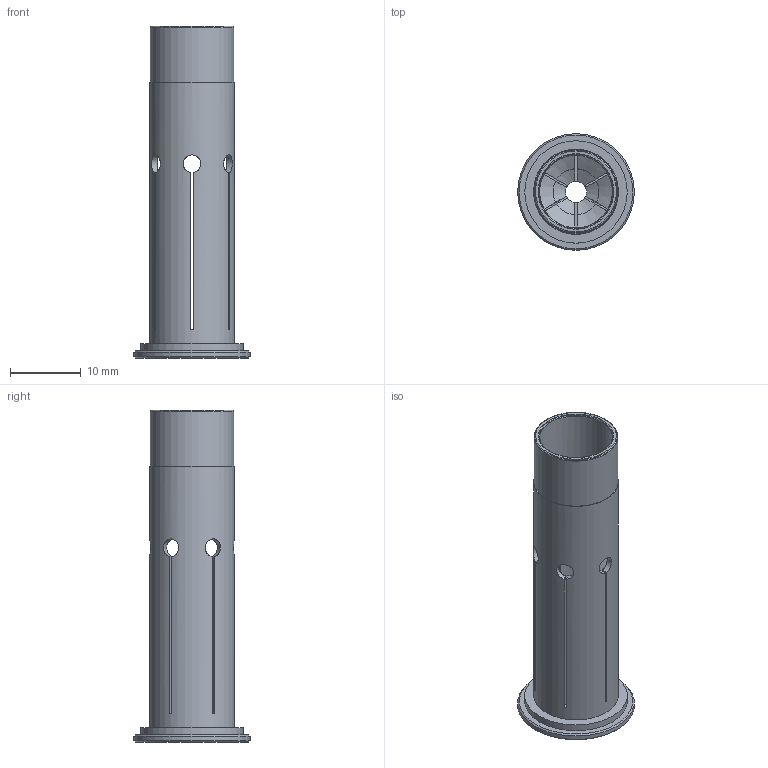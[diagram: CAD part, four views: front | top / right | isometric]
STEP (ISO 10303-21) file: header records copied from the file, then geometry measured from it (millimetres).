
FILE_DESCRIPTION(/* description */ (''),/* implementation_level */ '2;1');
FILE_NAME(/* name */ '05FHC1203_Basic.stp',/* time_stamp */ '2022-05-09T16:43:13+05:00',/* author */ (''),/* organization */ (''),/* preprocessor_version */ 'ST-DEVELOPER v16.7',/* originating_system */ 'SIEMENS PLM Software NX 12.0',/* authorisation */ '');
FILE_SCHEMA (('AUTOMOTIVE_DESIGN { 1 0 10303 214 3 1 1 1 }'));
Length unit declared in the file: millimetre
Products named in the file (1): inpu1EECA5248qrt
Bounding box: 16.5 x 16.5 x 47 mm (x, y, z)
Volume: 3029.9 mm3; surface area: 4060 mm2
Topology: 1 solids, 1 shells, 59 faces, 202 edges, 145 vertices
Faces by surface type: plane 23, cylinder 18, cone 14, torus 4
Full cylindrical faces by diameter (mm): 3 x1, 10.3 x1, 11.85 x1, 12 x1, 14.5 x1, 16.5 x1
Entity records: 2915 total; most frequent: CARTESIAN_POINT 1216, ORIENTED_EDGE 364, DIRECTION 302, EDGE_CURVE 182, VERTEX_POINT 134, AXIS2_PLACEMENT_3D 115, EDGE_LOOP 82, LINE 72
